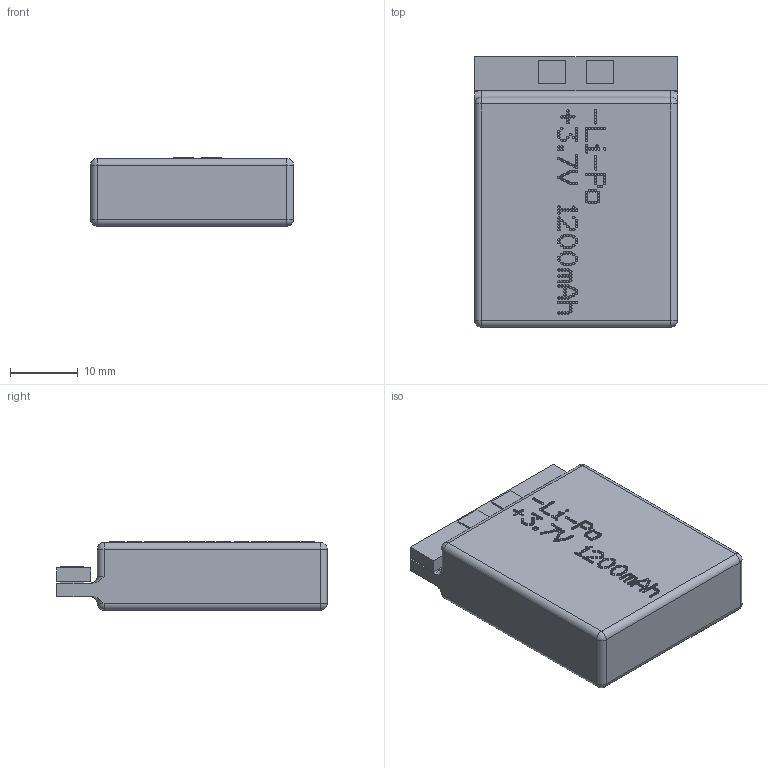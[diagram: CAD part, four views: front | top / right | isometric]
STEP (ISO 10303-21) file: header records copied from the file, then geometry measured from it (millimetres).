
FILE_DESCRIPTION(/* description */ (''),/* implementation_level */ '2;1');
FILE_NAME(/* name */ 'Li-Po 1200.stp',/* time_stamp */ '2017-06-09T00:17:50+03:00',/* author */ ('VoJak'),/* organization */ (''),/* preprocessor_version */ 'ST-DEVELOPER v16.1',/* originating_system */ 'Autodesk Inventor 2016',/* authorisation */ '');
FILE_SCHEMA (('AUTOMOTIVE_DESIGN { 1 0 10303 214 3 1 1 }'));
Length unit declared in the file: millimetre
Products named in the file (1): Li-Po 1200
Bounding box: 30 x 40 x 10.1 mm (x, y, z)
Volume: 10827.9 mm3; surface area: 3975.8 mm2
Topology: 1 solids, 1 shells, 1104 faces, 2641 edges, 1752 vertices
Faces by surface type: bspline 836, plane 242, cylinder 14, sphere 8, torus 4
Entity records: 39118 total; most frequent: CARTESIAN_POINT 19089, ORIENTED_EDGE 5282, EDGE_CURVE 2641, VERTEX_POINT 1752, B_SPLINE_CURVE_WITH_KNOTS 1676, DIRECTION 1537, EDGE_LOOP 1319, FACE_OUTER_BOUND 1104
